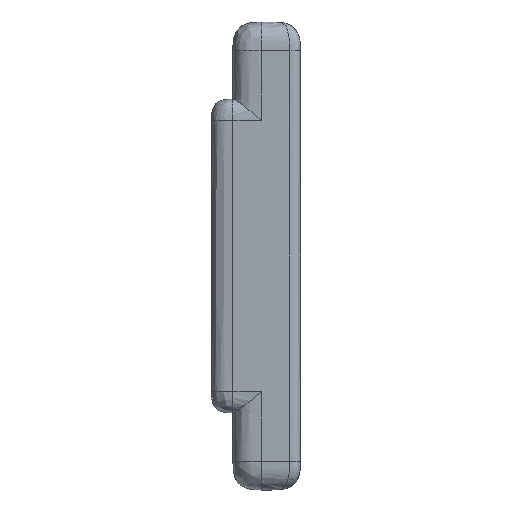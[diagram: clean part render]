
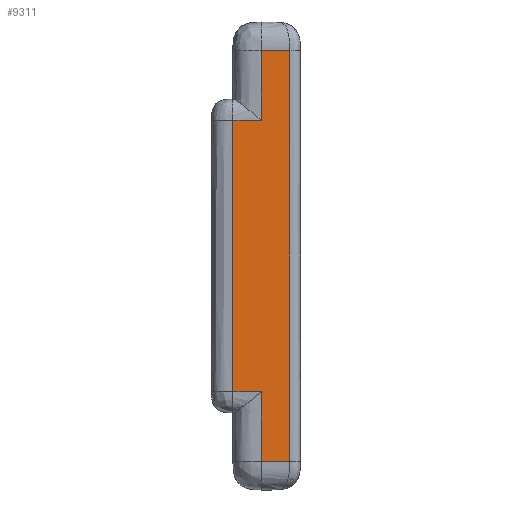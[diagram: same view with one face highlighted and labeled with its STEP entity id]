
A CAD part, left-side view. The second image highlights one B-rep face of the part: STEP entity #9311.
In plain terms, the highlighted planar face has unit normal (-1, 0, 0).
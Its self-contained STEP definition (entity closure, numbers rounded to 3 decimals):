
#204 = EDGE_CURVE ( 'NONE', #6110, #6141, #3733, .T. ) ;
#362 = CARTESIAN_POINT ( 'NONE',  ( -29.4, 6.24, 11. ) ) ;
#450 = CARTESIAN_POINT ( 'NONE',  ( -29.4, 4.74, -9.5 ) ) ;
#463 = CARTESIAN_POINT ( 'NONE',  ( -29.4, 2.74, -11. ) ) ;
#471 = ORIENTED_EDGE ( 'NONE', *, *, #6054, .T. ) ;
#601 = CARTESIAN_POINT ( 'NONE',  ( -29.4, 2.74, -14.4 ) ) ;
#648 = CARTESIAN_POINT ( 'NONE',  ( -29.4, 0.75, -14.4 ) ) ;
#670 = B_SPLINE_CURVE_WITH_KNOTS ( 'NONE', 3,
 ( #6211, #2464, #12027, #1290 ),
 .UNSPECIFIED., .F., .F.,
 ( 4, 4 ),
 ( 0., 1. ),
 .UNSPECIFIED. ) ;
#703 = EDGE_CURVE ( 'NONE', #3327, #720, #7489, .T. ) ;
#720 = VERTEX_POINT ( 'NONE', #10085 ) ;
#1290 = CARTESIAN_POINT ( 'NONE',  ( -29.4, 4.74, 9.5 ) ) ;
#1510 = CARTESIAN_POINT ( 'NONE',  ( -29.4, 0.75, -14.4 ) ) ;
#1701 = CARTESIAN_POINT ( 'NONE',  ( -29.4, 3.407, -9.5 ) ) ;
#1906 = CARTESIAN_POINT ( 'NONE',  ( -29.4, 2.077, 14.4 ) ) ;
#2028 = ORIENTED_EDGE ( 'NONE', *, *, #4285, .T. ) ;
#2464 = CARTESIAN_POINT ( 'NONE',  ( -29.4, 3.407, 9.5 ) ) ;
#2474 = CARTESIAN_POINT ( 'NONE',  ( -29.4, 2.74, -14.4 ) ) ;
#2614 = CARTESIAN_POINT ( 'NONE',  ( -29.4, 2.74, 14.4 ) ) ;
#2641 = ORIENTED_EDGE ( 'NONE', *, *, #204, .T. ) ;
#2684 = CARTESIAN_POINT ( 'NONE',  ( -29.4, 1.413, 14.4 ) ) ;
#2813 = VERTEX_POINT ( 'NONE', #648 ) ;
#3033 = CARTESIAN_POINT ( 'NONE',  ( -29.4, 2.74, -11. ) ) ;
#3327 = VERTEX_POINT ( 'NONE', #3525 ) ;
#3525 = CARTESIAN_POINT ( 'NONE',  ( -29.4, 4.74, -9.5 ) ) ;
#3733 = B_SPLINE_CURVE_WITH_KNOTS ( 'NONE', 3,
 ( #3033, #9343, #4497, #601 ),
 .UNSPECIFIED., .F., .F.,
 ( 4, 4 ),
 ( 0., 1. ),
 .UNSPECIFIED. ) ;
#3860 = CARTESIAN_POINT ( 'NONE',  ( -29.4, 2.74, -9.5 ) ) ;
#3969 = ORIENTED_EDGE ( 'NONE', *, *, #8799, .T. ) ;
#4056 = CARTESIAN_POINT ( 'NONE',  ( -29.4, 4.74, 9.5 ) ) ;
#4114 = CARTESIAN_POINT ( 'NONE',  ( -29.4, 2.74, 11. ) ) ;
#4181 = CARTESIAN_POINT ( 'NONE',  ( -29.4, 0.75, -4.8 ) ) ;
#4285 = EDGE_CURVE ( 'NONE', #10291, #3327, #15238, .T. ) ;
#4497 = CARTESIAN_POINT ( 'NONE',  ( -29.4, 2.74, -13.267 ) ) ;
#4910 = CARTESIAN_POINT ( 'NONE',  ( -29.4, 0.75, 14.4 ) ) ;
#4970 = CARTESIAN_POINT ( 'NONE',  ( -29.4, 0.75, -14.4 ) ) ;
#5105 = CARTESIAN_POINT ( 'NONE',  ( -29.4, 2.74, 13.267 ) ) ;
#5780 = CARTESIAN_POINT ( 'NONE',  ( -29.4, 2.74, 9.5 ) ) ;
#5899 = EDGE_CURVE ( 'NONE', #7583, #13913, #13367, .T. ) ;
#5918 = EDGE_CURVE ( 'NONE', #8452, #7583, #14881, .T. ) ;
#6054 = EDGE_CURVE ( 'NONE', #720, #6110, #11318, .T. ) ;
#6110 = VERTEX_POINT ( 'NONE', #14828 ) ;
#6141 = VERTEX_POINT ( 'NONE', #12386 ) ;
#6173 = CARTESIAN_POINT ( 'NONE',  ( -29.4, 4.74, -3.167 ) ) ;
#6204 = CARTESIAN_POINT ( 'NONE',  ( -29.4, 0.75, 14.4 ) ) ;
#6211 = CARTESIAN_POINT ( 'NONE',  ( -29.4, 2.74, 9.5 ) ) ;
#7057 = VERTEX_POINT ( 'NONE', #5780 ) ;
#7184 = B_SPLINE_CURVE_WITH_KNOTS ( 'NONE', 3,
 ( #1510, #4181, #9963, #15005 ),
 .UNSPECIFIED., .F., .F.,
 ( 4, 4 ),
 ( 0., 1. ),
 .UNSPECIFIED. ) ;
#7217 = CARTESIAN_POINT ( 'NONE',  ( -29.4, 2.74, 11. ) ) ;
#7439 = CARTESIAN_POINT ( 'NONE',  ( -29.4, 2.74, -10. ) ) ;
#7486 = FACE_OUTER_BOUND ( 'NONE', #12422, .T. ) ;
#7489 = B_SPLINE_CURVE_WITH_KNOTS ( 'NONE', 3,
 ( #7650, #15042, #1701, #7576 ),
 .UNSPECIFIED., .F., .F.,
 ( 4, 4 ),
 ( 0., 1. ),
 .UNSPECIFIED. ) ;
#7576 = CARTESIAN_POINT ( 'NONE',  ( -29.4, 2.74, -9.5 ) ) ;
#7583 = VERTEX_POINT ( 'NONE', #14179 ) ;
#7650 = CARTESIAN_POINT ( 'NONE',  ( -29.4, 4.74, -9.5 ) ) ;
#7700 = CARTESIAN_POINT ( 'NONE',  ( -29.4, 2.74, 9.5 ) ) ;
#7857 = EDGE_CURVE ( 'NONE', #6141, #2813, #13794, .T. ) ;
#7991 = ORIENTED_EDGE ( 'NONE', *, *, #10796, .T. ) ;
#8452 = VERTEX_POINT ( 'NONE', #4910 ) ;
#8501 = CARTESIAN_POINT ( 'NONE',  ( -29.4, 2.077, -14.4 ) ) ;
#8621 = CARTESIAN_POINT ( 'NONE',  ( -29.4, 2.74, -10.5 ) ) ;
#8641 = CARTESIAN_POINT ( 'NONE',  ( -29.4, 2.74, 11. ) ) ;
#8743 = DIRECTION ( 'NONE',  ( 0., 0., -1. ) ) ;
#8799 = EDGE_CURVE ( 'NONE', #7057, #10291, #670, .T. ) ;
#8838 = CARTESIAN_POINT ( 'NONE',  ( -29.4, 4.74, 3.167 ) ) ;
#8923 = ORIENTED_EDGE ( 'NONE', *, *, #5899, .T. ) ;
#9043 = B_SPLINE_CURVE_WITH_KNOTS ( 'NONE', 3,
 ( #4114, #9044, #9122, #7700 ),
 .UNSPECIFIED., .F., .F.,
 ( 4, 4 ),
 ( 0., 1. ),
 .UNSPECIFIED. ) ;
#9044 = CARTESIAN_POINT ( 'NONE',  ( -29.4, 2.74, 10.5 ) ) ;
#9122 = CARTESIAN_POINT ( 'NONE',  ( -29.4, 2.74, 10. ) ) ;
#9252 = CARTESIAN_POINT ( 'NONE',  ( -29.4, 2.74, 14.4 ) ) ;
#9311 = ADVANCED_FACE ( 'NONE', ( #7486 ), #10665, .F. ) ;
#9343 = CARTESIAN_POINT ( 'NONE',  ( -29.4, 2.74, -12.133 ) ) ;
#9963 = CARTESIAN_POINT ( 'NONE',  ( -29.4, 0.75, 4.8 ) ) ;
#10085 = CARTESIAN_POINT ( 'NONE',  ( -29.4, 2.74, -9.5 ) ) ;
#10291 = VERTEX_POINT ( 'NONE', #4056 ) ;
#10347 = ORIENTED_EDGE ( 'NONE', *, *, #5918, .T. ) ;
#10665 = PLANE ( 'NONE',  #11562 ) ;
#10796 = EDGE_CURVE ( 'NONE', #13913, #7057, #9043, .T. ) ;
#11318 = B_SPLINE_CURVE_WITH_KNOTS ( 'NONE', 3,
 ( #3860, #7439, #8621, #463 ),
 .UNSPECIFIED., .F., .F.,
 ( 4, 4 ),
 ( 0., 1. ),
 .UNSPECIFIED. ) ;
#11562 = AXIS2_PLACEMENT_3D ( 'NONE', #362, #12193, #8743 ) ;
#12027 = CARTESIAN_POINT ( 'NONE',  ( -29.4, 4.073, 9.5 ) ) ;
#12193 = DIRECTION ( 'NONE',  ( 1., 0., 0. ) ) ;
#12372 = CARTESIAN_POINT ( 'NONE',  ( -29.4, 4.74, 9.5 ) ) ;
#12386 = CARTESIAN_POINT ( 'NONE',  ( -29.4, 2.74, -14.4 ) ) ;
#12422 = EDGE_LOOP ( 'NONE', ( #12643, #471, #2641, #12623, #14365, #10347, #8923, #7991, #3969, #2028 ) ) ;
#12623 = ORIENTED_EDGE ( 'NONE', *, *, #7857, .T. ) ;
#12643 = ORIENTED_EDGE ( 'NONE', *, *, #703, .T. ) ;
#13367 = B_SPLINE_CURVE_WITH_KNOTS ( 'NONE', 3,
 ( #2614, #5105, #13660, #8641 ),
 .UNSPECIFIED., .F., .F.,
 ( 4, 4 ),
 ( 0., 1. ),
 .UNSPECIFIED. ) ;
#13660 = CARTESIAN_POINT ( 'NONE',  ( -29.4, 2.74, 12.133 ) ) ;
#13794 = B_SPLINE_CURVE_WITH_KNOTS ( 'NONE', 3,
 ( #2474, #8501, #14472, #4970 ),
 .UNSPECIFIED., .F., .F.,
 ( 4, 4 ),
 ( 0., 1. ),
 .UNSPECIFIED. ) ;
#13913 = VERTEX_POINT ( 'NONE', #7217 ) ;
#14179 = CARTESIAN_POINT ( 'NONE',  ( -29.4, 2.74, 14.4 ) ) ;
#14365 = ORIENTED_EDGE ( 'NONE', *, *, #14674, .T. ) ;
#14472 = CARTESIAN_POINT ( 'NONE',  ( -29.4, 1.413, -14.4 ) ) ;
#14674 = EDGE_CURVE ( 'NONE', #2813, #8452, #7184, .T. ) ;
#14828 = CARTESIAN_POINT ( 'NONE',  ( -29.4, 2.74, -11. ) ) ;
#14881 = B_SPLINE_CURVE_WITH_KNOTS ( 'NONE', 3,
 ( #6204, #2684, #1906, #9252 ),
 .UNSPECIFIED., .F., .F.,
 ( 4, 4 ),
 ( 0., 1. ),
 .UNSPECIFIED. ) ;
#15005 = CARTESIAN_POINT ( 'NONE',  ( -29.4, 0.75, 14.4 ) ) ;
#15042 = CARTESIAN_POINT ( 'NONE',  ( -29.4, 4.073, -9.5 ) ) ;
#15238 = B_SPLINE_CURVE_WITH_KNOTS ( 'NONE', 3,
 ( #12372, #8838, #6173, #450 ),
 .UNSPECIFIED., .F., .F.,
 ( 4, 4 ),
 ( 0., 1. ),
 .UNSPECIFIED. ) ;
